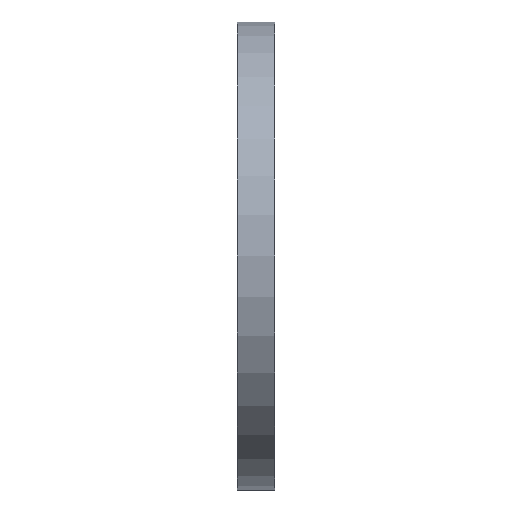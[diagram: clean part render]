
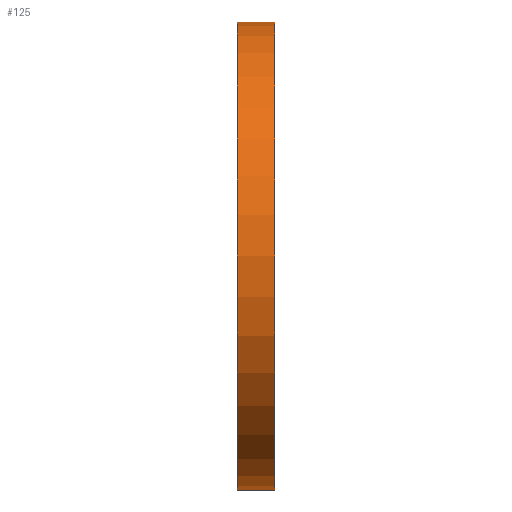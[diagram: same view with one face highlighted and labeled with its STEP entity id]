
A CAD part, left-side view. The second image highlights one B-rep face of the part: STEP entity #125.
In plain terms, the highlighted cylindrical face has radius 15.875 mm (diameter 31.75 mm), a partial arc.
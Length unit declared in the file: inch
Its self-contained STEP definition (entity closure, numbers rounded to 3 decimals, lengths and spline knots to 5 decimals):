
#60 = CARTESIAN_POINT ( 'NONE',  ( 0., 0., 0. ) ) ;
#65 = CARTESIAN_POINT ( 'NONE',  ( 0., 0.1, 0. ) ) ;
#125 = ADVANCED_FACE ( 'NONE', ( #978 ), #1159, .T. ) ;
#144 = EDGE_CURVE ( 'NONE', #593, #612, #912, .T. ) ;
#149 = DIRECTION ( 'NONE',  ( 0., 1., 0. ) ) ;
#160 = DIRECTION ( 'NONE',  ( 0., 0., 1. ) ) ;
#285 = ORIENTED_EDGE ( 'NONE', *, *, #834, .T. ) ;
#322 = ORIENTED_EDGE ( 'NONE', *, *, #486, .T. ) ;
#378 = ORIENTED_EDGE ( 'NONE', *, *, #144, .F. ) ;
#379 = LINE ( 'NONE', #1063, #419 ) ;
#419 = VECTOR ( 'NONE', #602, 39.37008 ) ;
#462 = ORIENTED_EDGE ( 'NONE', *, *, #927, .F. ) ;
#484 = CARTESIAN_POINT ( 'NONE',  ( 0., 0.1, 0.625 ) ) ;
#486 = EDGE_CURVE ( 'NONE', #593, #575, #561, .T. ) ;
#502 = DIRECTION ( 'NONE',  ( 0., -1., 0. ) ) ;
#541 = CARTESIAN_POINT ( 'NONE',  ( 0., 0., 0.625 ) ) ;
#561 = LINE ( 'NONE', #964, #1074 ) ;
#575 = VERTEX_POINT ( 'NONE', #761 ) ;
#593 = VERTEX_POINT ( 'NONE', #951 ) ;
#602 = DIRECTION ( 'NONE',  ( 0., -1., 0. ) ) ;
#612 = VERTEX_POINT ( 'NONE', #484 ) ;
#731 = AXIS2_PLACEMENT_3D ( 'NONE', #65, #1185, #1096 ) ;
#748 = EDGE_LOOP ( 'NONE', ( #462, #378, #322, #285 ) ) ;
#761 = CARTESIAN_POINT ( 'NONE',  ( 0., 0., -0.625 ) ) ;
#787 = AXIS2_PLACEMENT_3D ( 'NONE', #1027, #1031, #1118 ) ;
#834 = EDGE_CURVE ( 'NONE', #575, #1049, #872, .T. ) ;
#872 = CIRCLE ( 'NONE', #1048, 0.625 ) ;
#912 = CIRCLE ( 'NONE', #787, 0.625 ) ;
#927 = EDGE_CURVE ( 'NONE', #612, #1049, #379, .T. ) ;
#951 = CARTESIAN_POINT ( 'NONE',  ( 0., 0.1, -0.625 ) ) ;
#964 = CARTESIAN_POINT ( 'NONE',  ( 0., 0.1, -0.625 ) ) ;
#978 = FACE_OUTER_BOUND ( 'NONE', #748, .T. ) ;
#1027 = CARTESIAN_POINT ( 'NONE',  ( 0., 0.1, 0. ) ) ;
#1031 = DIRECTION ( 'NONE',  ( 0., 1., 0. ) ) ;
#1048 = AXIS2_PLACEMENT_3D ( 'NONE', #60, #149, #160 ) ;
#1049 = VERTEX_POINT ( 'NONE', #541 ) ;
#1063 = CARTESIAN_POINT ( 'NONE',  ( 0., 0.1, 0.625 ) ) ;
#1074 = VECTOR ( 'NONE', #502, 39.37008 ) ;
#1096 = DIRECTION ( 'NONE',  ( 0., 0., -1. ) ) ;
#1118 = DIRECTION ( 'NONE',  ( 0., 0., 1. ) ) ;
#1159 = CYLINDRICAL_SURFACE ( 'NONE', #731, 0.625 ) ;
#1185 = DIRECTION ( 'NONE',  ( 0., -1., 0. ) ) ;
